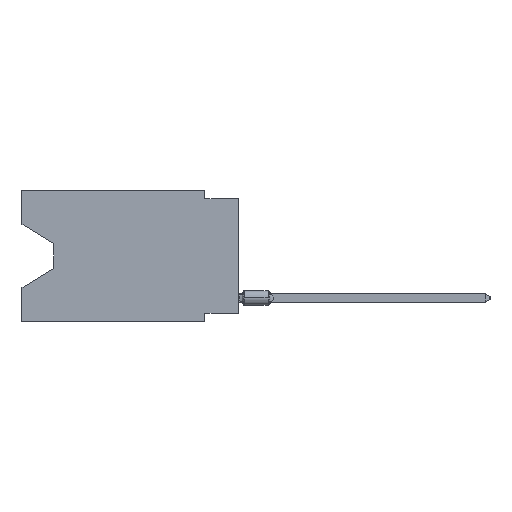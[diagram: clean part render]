
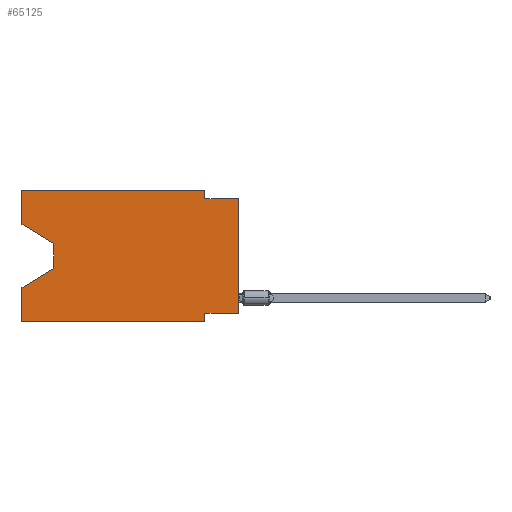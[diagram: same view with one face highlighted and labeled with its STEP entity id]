
A CAD part, left-side view. The second image highlights one B-rep face of the part: STEP entity #65125.
In plain terms, the highlighted planar face has unit normal (-1, 0, 0).
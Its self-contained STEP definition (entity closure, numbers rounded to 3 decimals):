
#780 = VECTOR ( 'NONE', #8837, 1000. ) ;
#875 = CARTESIAN_POINT ( 'NONE',  ( 0., 0., 0. ) ) ;
#2075 = ORIENTED_EDGE ( 'NONE', *, *, #68951, .T. ) ;
#2724 = VECTOR ( 'NONE', #36685, 1000. ) ;
#3749 = LINE ( 'NONE', #67760, #39154 ) ;
#4250 = EDGE_LOOP ( 'NONE', ( #45152, #34883, #39317, #57546, #37738, #51503, #38405, #2075, #11768, #10346, #59182, #18843 ) ) ;
#4523 = CARTESIAN_POINT ( 'NONE',  ( 0., 13.97, -5.893 ) ) ;
#5521 = VECTOR ( 'NONE', #39253, 1000. ) ;
#7213 = CARTESIAN_POINT ( 'NONE',  ( 0., 16.383, 0. ) ) ;
#7751 = VERTEX_POINT ( 'NONE', #30566 ) ;
#7756 = AXIS2_PLACEMENT_3D ( 'NONE', #22573, #21862, #27568 ) ;
#8243 = LINE ( 'NONE', #29945, #65133 ) ;
#8837 = DIRECTION ( 'NONE',  ( 0., -0.855, -0.519 ) ) ;
#8988 = VECTOR ( 'NONE', #65959, 1000. ) ;
#9620 = VECTOR ( 'NONE', #24050, 1000. ) ;
#10346 = ORIENTED_EDGE ( 'NONE', *, *, #56619, .F. ) ;
#11418 = CARTESIAN_POINT ( 'NONE',  ( 0., 0., -9.271 ) ) ;
#11506 = CARTESIAN_POINT ( 'NONE',  ( 0., 16.383, -9.906 ) ) ;
#11768 = ORIENTED_EDGE ( 'NONE', *, *, #54198, .F. ) ;
#12541 = DIRECTION ( 'NONE',  ( 0., -1., 0. ) ) ;
#13092 = EDGE_CURVE ( 'NONE', #48781, #47643, #51801, .T. ) ;
#14496 = VERTEX_POINT ( 'NONE', #50288 ) ;
#17433 = EDGE_CURVE ( 'NONE', #41642, #31355, #63703, .T. ) ;
#17523 = VERTEX_POINT ( 'NONE', #33080 ) ;
#18567 = VECTOR ( 'NONE', #12541, 1000. ) ;
#18843 = ORIENTED_EDGE ( 'NONE', *, *, #70238, .F. ) ;
#19102 = LINE ( 'NONE', #40816, #46757 ) ;
#19104 = DIRECTION ( 'NONE',  ( 0., 0., -1. ) ) ;
#21862 = DIRECTION ( 'NONE',  ( 1., 0., 0. ) ) ;
#22557 = LINE ( 'NONE', #875, #8988 ) ;
#22573 = CARTESIAN_POINT ( 'NONE',  ( 0., 16.383, 0. ) ) ;
#24050 = DIRECTION ( 'NONE',  ( 0., 0., -1. ) ) ;
#24441 = LINE ( 'NONE', #51502, #58807 ) ;
#24848 = CARTESIAN_POINT ( 'NONE',  ( 0., 16.383, -2.546 ) ) ;
#25416 = VECTOR ( 'NONE', #41532, 1000. ) ;
#25658 = VERTEX_POINT ( 'NONE', #36571 ) ;
#27219 = PLANE ( 'NONE',  #7756 ) ;
#27568 = DIRECTION ( 'NONE',  ( 0., 0., -1. ) ) ;
#28785 = VERTEX_POINT ( 'NONE', #52168 ) ;
#29945 = CARTESIAN_POINT ( 'NONE',  ( 0., 2.54, 0. ) ) ;
#30566 = CARTESIAN_POINT ( 'NONE',  ( 0., 2.54, -0.635 ) ) ;
#31218 = CARTESIAN_POINT ( 'NONE',  ( 0., 2.54, -9.906 ) ) ;
#31355 = VERTEX_POINT ( 'NONE', #31218 ) ;
#33080 = CARTESIAN_POINT ( 'NONE',  ( 0., 16.383, -2.546 ) ) ;
#33089 = VECTOR ( 'NONE', #69424, 1000. ) ;
#34349 = VERTEX_POINT ( 'NONE', #43719 ) ;
#34351 = CARTESIAN_POINT ( 'NONE',  ( 0., 13.97, -4.013 ) ) ;
#34883 = ORIENTED_EDGE ( 'NONE', *, *, #13092, .T. ) ;
#35482 = DIRECTION ( 'NONE',  ( 0., -1., 0. ) ) ;
#36131 = EDGE_CURVE ( 'NONE', #14496, #65185, #54470, .T. ) ;
#36571 = CARTESIAN_POINT ( 'NONE',  ( 0., 0., -0.635 ) ) ;
#36685 = DIRECTION ( 'NONE',  ( 0., -1., 0. ) ) ;
#37738 = ORIENTED_EDGE ( 'NONE', *, *, #17433, .T. ) ;
#38405 = ORIENTED_EDGE ( 'NONE', *, *, #36131, .F. ) ;
#39154 = VECTOR ( 'NONE', #57099, 1000. ) ;
#39253 = DIRECTION ( 'NONE',  ( 0., 0., 1. ) ) ;
#39317 = ORIENTED_EDGE ( 'NONE', *, *, #41043, .T. ) ;
#40816 = CARTESIAN_POINT ( 'NONE',  ( 0., 0., -0.635 ) ) ;
#41043 = EDGE_CURVE ( 'NONE', #47643, #54288, #53256, .T. ) ;
#41465 = EDGE_CURVE ( 'NONE', #41642, #54288, #3749, .T. ) ;
#41532 = DIRECTION ( 'NONE',  ( 0., 0.855, -0.519 ) ) ;
#41642 = VERTEX_POINT ( 'NONE', #11506 ) ;
#41855 = CARTESIAN_POINT ( 'NONE',  ( 0., 16.383, -7.36 ) ) ;
#43719 = CARTESIAN_POINT ( 'NONE',  ( 0., 2.54, 0. ) ) ;
#45152 = ORIENTED_EDGE ( 'NONE', *, *, #45733, .T. ) ;
#45733 = EDGE_CURVE ( 'NONE', #17523, #48781, #57923, .T. ) ;
#46538 = EDGE_CURVE ( 'NONE', #65185, #31355, #24441, .T. ) ;
#46757 = VECTOR ( 'NONE', #35482, 1000. ) ;
#47643 = VERTEX_POINT ( 'NONE', #57873 ) ;
#48781 = VERTEX_POINT ( 'NONE', #34351 ) ;
#50288 = CARTESIAN_POINT ( 'NONE',  ( 0., 0., -9.271 ) ) ;
#51108 = CARTESIAN_POINT ( 'NONE',  ( 0., 13.97, -4.013 ) ) ;
#51502 = CARTESIAN_POINT ( 'NONE',  ( 0., 2.54, -9.906 ) ) ;
#51503 = ORIENTED_EDGE ( 'NONE', *, *, #46538, .F. ) ;
#51657 = DIRECTION ( 'NONE',  ( 0., 0., -1. ) ) ;
#51801 = LINE ( 'NONE', #51108, #9620 ) ;
#52168 = CARTESIAN_POINT ( 'NONE',  ( 0., 16.383, 0. ) ) ;
#53256 = LINE ( 'NONE', #4523, #25416 ) ;
#53597 = EDGE_CURVE ( 'NONE', #28785, #34349, #61282, .T. ) ;
#54198 = EDGE_CURVE ( 'NONE', #7751, #25658, #19102, .T. ) ;
#54288 = VERTEX_POINT ( 'NONE', #41855 ) ;
#54470 = LINE ( 'NONE', #11418, #33089 ) ;
#55957 = CARTESIAN_POINT ( 'NONE',  ( 0., 16.383, 0. ) ) ;
#56619 = EDGE_CURVE ( 'NONE', #34349, #7751, #8243, .T. ) ;
#57099 = DIRECTION ( 'NONE',  ( 0., 0., 1. ) ) ;
#57546 = ORIENTED_EDGE ( 'NONE', *, *, #41465, .F. ) ;
#57873 = CARTESIAN_POINT ( 'NONE',  ( 0., 13.97, -5.893 ) ) ;
#57923 = LINE ( 'NONE', #24848, #780 ) ;
#58807 = VECTOR ( 'NONE', #19104, 1000. ) ;
#59182 = ORIENTED_EDGE ( 'NONE', *, *, #53597, .F. ) ;
#59581 = CARTESIAN_POINT ( 'NONE',  ( 0., 2.54, -9.271 ) ) ;
#60944 = LINE ( 'NONE', #55957, #5521 ) ;
#61282 = LINE ( 'NONE', #7213, #18567 ) ;
#63002 = CARTESIAN_POINT ( 'NONE',  ( 0., 16.383, -9.906 ) ) ;
#63703 = LINE ( 'NONE', #63002, #2724 ) ;
#65125 = ADVANCED_FACE ( 'NONE', ( #65611 ), #27219, .F. ) ;
#65133 = VECTOR ( 'NONE', #51657, 1000. ) ;
#65185 = VERTEX_POINT ( 'NONE', #59581 ) ;
#65611 = FACE_OUTER_BOUND ( 'NONE', #4250, .T. ) ;
#65959 = DIRECTION ( 'NONE',  ( 0., 0., 1. ) ) ;
#67760 = CARTESIAN_POINT ( 'NONE',  ( 0., 16.383, 0. ) ) ;
#68951 = EDGE_CURVE ( 'NONE', #14496, #25658, #22557, .T. ) ;
#69424 = DIRECTION ( 'NONE',  ( 0., 1., 0. ) ) ;
#70238 = EDGE_CURVE ( 'NONE', #17523, #28785, #60944, .T. ) ;
